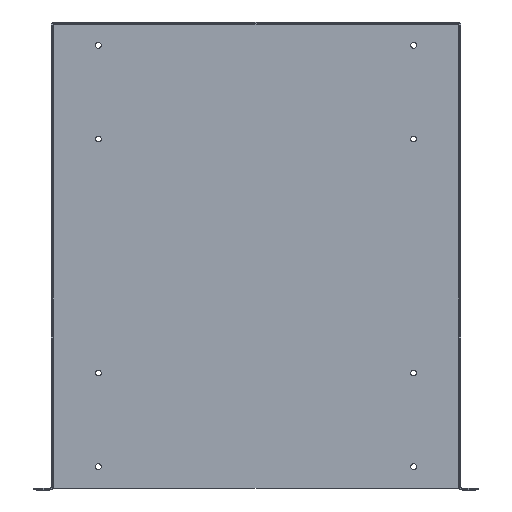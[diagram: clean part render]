
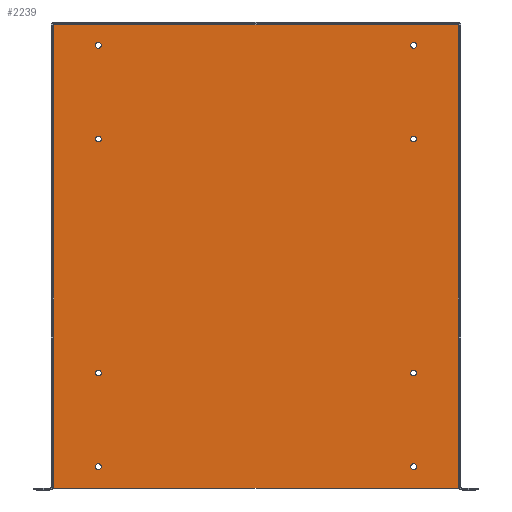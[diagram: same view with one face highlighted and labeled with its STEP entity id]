
A CAD part, top view. The second image highlights one B-rep face of the part: STEP entity #2239.
In plain terms, the highlighted planar face has unit normal (0, 0, 1).
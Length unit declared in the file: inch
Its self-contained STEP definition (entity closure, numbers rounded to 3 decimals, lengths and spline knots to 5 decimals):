
#79 = DIRECTION ( 'NONE',  ( 1., 0., 0. ) ) ;
#98 = ORIENTED_EDGE ( 'NONE', *, *, #2624, .T. ) ;
#127 = AXIS2_PLACEMENT_3D ( 'NONE', #2897, #3190, #1005 ) ;
#136 = FACE_BOUND ( 'NONE', #1995, .T. ) ;
#225 = DIRECTION ( 'NONE',  ( 0., 0., -1. ) ) ;
#238 = ORIENTED_EDGE ( 'NONE', *, *, #2955, .T. ) ;
#245 = CARTESIAN_POINT ( 'NONE',  ( -6.609, -5.036, 0.072 ) ) ;
#267 = CARTESIAN_POINT ( 'NONE',  ( -6.609, 4.964, 0.072 ) ) ;
#271 = CARTESIAN_POINT ( 'NONE',  ( -8.75, 9.856, 0.072 ) ) ;
#313 = AXIS2_PLACEMENT_3D ( 'NONE', #3303, #799, #3591 ) ;
#383 = EDGE_CURVE ( 'NONE', #1509, #1046, #1751, .T. ) ;
#456 = EDGE_LOOP ( 'NONE', ( #3590 ) ) ;
#465 = VERTEX_POINT ( 'NONE', #2992 ) ;
#468 = FACE_BOUND ( 'NONE', #1381, .T. ) ;
#479 = AXIS2_PLACEMENT_3D ( 'NONE', #3330, #225, #828 ) ;
#492 = ORIENTED_EDGE ( 'NONE', *, *, #2017, .T. ) ;
#502 = CARTESIAN_POINT ( 'NONE',  ( 6.734, -9.036, 0.072 ) ) ;
#511 = CARTESIAN_POINT ( 'NONE',  ( -6.734, -5.036, 0.072 ) ) ;
#534 = VERTEX_POINT ( 'NONE', #2441 ) ;
#574 = CARTESIAN_POINT ( 'NONE',  ( 8.642, -9.964, 0.072 ) ) ;
#575 = CARTESIAN_POINT ( 'NONE',  ( -8.642, 9.856, 0.072 ) ) ;
#579 = DIRECTION ( 'NONE',  ( -1., 0., 0. ) ) ;
#647 = DIRECTION ( 'NONE',  ( 0., 0., -1. ) ) ;
#702 = CARTESIAN_POINT ( 'NONE',  ( -8.75, -9.964, 0.072 ) ) ;
#720 = CIRCLE ( 'NONE', #3229, 0.125 ) ;
#729 = EDGE_CURVE ( 'NONE', #465, #3607, #1653, .T. ) ;
#734 = ORIENTED_EDGE ( 'NONE', *, *, #2463, .T. ) ;
#767 = EDGE_CURVE ( 'NONE', #834, #834, #720, .T. ) ;
#799 = DIRECTION ( 'NONE',  ( 0., 0., -1. ) ) ;
#828 = DIRECTION ( 'NONE',  ( 1., 0., 0. ) ) ;
#833 = CIRCLE ( 'NONE', #2019, 0.125 ) ;
#834 = VERTEX_POINT ( 'NONE', #1378 ) ;
#853 = VERTEX_POINT ( 'NONE', #267 ) ;
#860 = CIRCLE ( 'NONE', #2606, 0.125 ) ;
#865 = LINE ( 'NONE', #1966, #2406 ) ;
#872 = EDGE_LOOP ( 'NONE', ( #1285 ) ) ;
#880 = ORIENTED_EDGE ( 'NONE', *, *, #767, .T. ) ;
#947 = VECTOR ( 'NONE', #79, 39.37008 ) ;
#967 = EDGE_CURVE ( 'NONE', #534, #534, #2591, .T. ) ;
#1005 = DIRECTION ( 'NONE',  ( 1., 0., 0. ) ) ;
#1040 = DIRECTION ( 'NONE',  ( 0., 0., 1. ) ) ;
#1046 = VERTEX_POINT ( 'NONE', #574 ) ;
#1106 = VERTEX_POINT ( 'NONE', #245 ) ;
#1121 = CARTESIAN_POINT ( 'NONE',  ( -6.609, -9.036, 0.072 ) ) ;
#1167 = EDGE_CURVE ( 'NONE', #3592, #3592, #2183, .T. ) ;
#1168 = EDGE_CURVE ( 'NONE', #3609, #3609, #1367, .T. ) ;
#1181 = CARTESIAN_POINT ( 'NONE',  ( 6.734, 4.964, 0.072 ) ) ;
#1186 = DIRECTION ( 'NONE',  ( 1., 0., 0. ) ) ;
#1283 = DIRECTION ( 'NONE',  ( 0., -1., 0. ) ) ;
#1285 = ORIENTED_EDGE ( 'NONE', *, *, #1168, .T. ) ;
#1289 = PLANE ( 'NONE',  #2702 ) ;
#1367 = CIRCLE ( 'NONE', #313, 0.125 ) ;
#1377 = DIRECTION ( 'NONE',  ( 1., 0., 0. ) ) ;
#1378 = CARTESIAN_POINT ( 'NONE',  ( 6.859, 4.964, 0.072 ) ) ;
#1381 = EDGE_LOOP ( 'NONE', ( #238 ) ) ;
#1406 = CARTESIAN_POINT ( 'NONE',  ( 6.734, -5.036, 0.072 ) ) ;
#1420 = AXIS2_PLACEMENT_3D ( 'NONE', #502, #3220, #2966 ) ;
#1464 = CARTESIAN_POINT ( 'NONE',  ( -8.75, -9.964, 0.072 ) ) ;
#1479 = AXIS2_PLACEMENT_3D ( 'NONE', #1406, #2476, #1377 ) ;
#1505 = DIRECTION ( 'NONE',  ( 1., 0., 0. ) ) ;
#1507 = DIRECTION ( 'NONE',  ( 1., 0., 0. ) ) ;
#1509 = VERTEX_POINT ( 'NONE', #2283 ) ;
#1541 = FACE_BOUND ( 'NONE', #3597, .T. ) ;
#1612 = ORIENTED_EDGE ( 'NONE', *, *, #2373, .T. ) ;
#1614 = VERTEX_POINT ( 'NONE', #1647 ) ;
#1647 = CARTESIAN_POINT ( 'NONE',  ( -6.609, 8.964, 0.072 ) ) ;
#1653 = LINE ( 'NONE', #271, #2643 ) ;
#1751 = LINE ( 'NONE', #1464, #947 ) ;
#1835 = EDGE_LOOP ( 'NONE', ( #880 ) ) ;
#1881 = CARTESIAN_POINT ( 'NONE',  ( -8.642, -9.964, 0.072 ) ) ;
#1931 = VECTOR ( 'NONE', #1283, 39.37008 ) ;
#1966 = CARTESIAN_POINT ( 'NONE',  ( 8.642, -9.964, 0.072 ) ) ;
#1995 = EDGE_LOOP ( 'NONE', ( #98 ) ) ;
#2017 = EDGE_CURVE ( 'NONE', #1046, #465, #865, .T. ) ;
#2019 = AXIS2_PLACEMENT_3D ( 'NONE', #2574, #2611, #1186 ) ;
#2132 = EDGE_CURVE ( 'NONE', #3055, #3055, #3045, .T. ) ;
#2157 = LINE ( 'NONE', #1881, #1931 ) ;
#2183 = CIRCLE ( 'NONE', #1479, 0.125 ) ;
#2239 = ADVANCED_FACE ( 'NONE', ( #2638, #468, #2924, #1541, #136, #3540, #2677, #2362, #2968 ), #1289, .T. ) ;
#2283 = CARTESIAN_POINT ( 'NONE',  ( -8.642, -9.964, 0.072 ) ) ;
#2290 = EDGE_LOOP ( 'NONE', ( #1612, #2965, #492, #3239 ) ) ;
#2362 = FACE_BOUND ( 'NONE', #3388, .T. ) ;
#2373 = EDGE_CURVE ( 'NONE', #3607, #1509, #2157, .T. ) ;
#2406 = VECTOR ( 'NONE', #3079, 39.37008 ) ;
#2441 = CARTESIAN_POINT ( 'NONE',  ( 6.859, -9.036, 0.072 ) ) ;
#2463 = EDGE_CURVE ( 'NONE', #1614, #1614, #3213, .T. ) ;
#2476 = DIRECTION ( 'NONE',  ( 0., 0., -1. ) ) ;
#2574 = CARTESIAN_POINT ( 'NONE',  ( -6.734, 4.964, 0.072 ) ) ;
#2591 = CIRCLE ( 'NONE', #1420, 0.125 ) ;
#2606 = AXIS2_PLACEMENT_3D ( 'NONE', #511, #3564, #3062 ) ;
#2611 = DIRECTION ( 'NONE',  ( 0., 0., -1. ) ) ;
#2624 = EDGE_CURVE ( 'NONE', #853, #853, #833, .T. ) ;
#2638 = FACE_OUTER_BOUND ( 'NONE', #2290, .T. ) ;
#2643 = VECTOR ( 'NONE', #579, 39.37008 ) ;
#2677 = FACE_BOUND ( 'NONE', #2972, .T. ) ;
#2702 = AXIS2_PLACEMENT_3D ( 'NONE', #702, #1040, #1507 ) ;
#2717 = CARTESIAN_POINT ( 'NONE',  ( 6.859, -5.036, 0.072 ) ) ;
#2768 = CARTESIAN_POINT ( 'NONE',  ( 6.859, 8.964, 0.072 ) ) ;
#2897 = CARTESIAN_POINT ( 'NONE',  ( 6.734, 8.964, 0.072 ) ) ;
#2924 = FACE_BOUND ( 'NONE', #1835, .T. ) ;
#2955 = EDGE_CURVE ( 'NONE', #1106, #1106, #860, .T. ) ;
#2965 = ORIENTED_EDGE ( 'NONE', *, *, #383, .T. ) ;
#2966 = DIRECTION ( 'NONE',  ( 1., 0., 0. ) ) ;
#2968 = FACE_BOUND ( 'NONE', #456, .T. ) ;
#2972 = EDGE_LOOP ( 'NONE', ( #734 ) ) ;
#2992 = CARTESIAN_POINT ( 'NONE',  ( 8.642, 9.856, 0.072 ) ) ;
#3045 = CIRCLE ( 'NONE', #127, 0.125 ) ;
#3055 = VERTEX_POINT ( 'NONE', #2768 ) ;
#3062 = DIRECTION ( 'NONE',  ( 1., 0., 0. ) ) ;
#3079 = DIRECTION ( 'NONE',  ( 0., 1., 0. ) ) ;
#3190 = DIRECTION ( 'NONE',  ( 0., 0., -1. ) ) ;
#3213 = CIRCLE ( 'NONE', #479, 0.125 ) ;
#3220 = DIRECTION ( 'NONE',  ( 0., 0., -1. ) ) ;
#3229 = AXIS2_PLACEMENT_3D ( 'NONE', #1181, #647, #1505 ) ;
#3239 = ORIENTED_EDGE ( 'NONE', *, *, #729, .T. ) ;
#3303 = CARTESIAN_POINT ( 'NONE',  ( -6.734, -9.036, 0.072 ) ) ;
#3330 = CARTESIAN_POINT ( 'NONE',  ( -6.734, 8.964, 0.072 ) ) ;
#3388 = EDGE_LOOP ( 'NONE', ( #3522 ) ) ;
#3391 = ORIENTED_EDGE ( 'NONE', *, *, #1167, .T. ) ;
#3522 = ORIENTED_EDGE ( 'NONE', *, *, #967, .T. ) ;
#3540 = FACE_BOUND ( 'NONE', #872, .T. ) ;
#3564 = DIRECTION ( 'NONE',  ( 0., 0., -1. ) ) ;
#3590 = ORIENTED_EDGE ( 'NONE', *, *, #2132, .T. ) ;
#3591 = DIRECTION ( 'NONE',  ( 1., 0., 0. ) ) ;
#3592 = VERTEX_POINT ( 'NONE', #2717 ) ;
#3597 = EDGE_LOOP ( 'NONE', ( #3391 ) ) ;
#3607 = VERTEX_POINT ( 'NONE', #575 ) ;
#3609 = VERTEX_POINT ( 'NONE', #1121 ) ;
